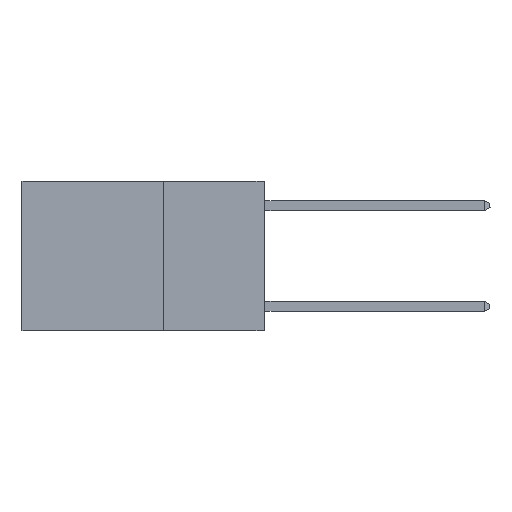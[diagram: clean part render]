
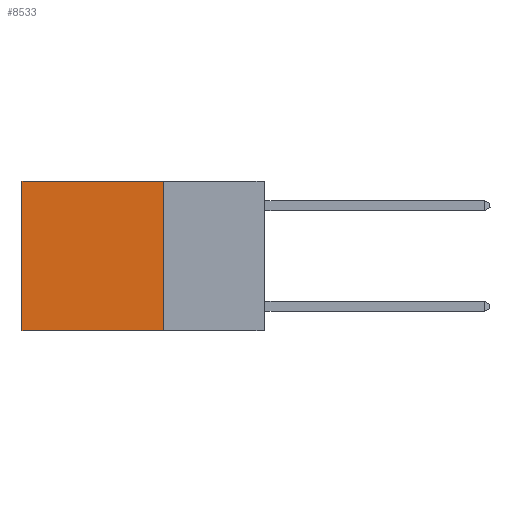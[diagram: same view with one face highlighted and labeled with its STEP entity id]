
A CAD part, left-side view. The second image highlights one B-rep face of the part: STEP entity #8533.
In plain terms, the highlighted planar face has unit normal (-1, 0, 0).
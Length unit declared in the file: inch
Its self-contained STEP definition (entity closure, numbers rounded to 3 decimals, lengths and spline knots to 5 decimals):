
#412 = DIRECTION ( 'NONE',  ( 0., 1., 0. ) ) ;
#1347 = VERTEX_POINT ( 'NONE', #10501 ) ;
#2415 = DIRECTION ( 'NONE',  ( 0., 0., -1. ) ) ;
#2540 = CARTESIAN_POINT ( 'NONE',  ( 0.2625, 0.25, 0. ) ) ;
#2780 = VERTEX_POINT ( 'NONE', #5576 ) ;
#3181 = VERTEX_POINT ( 'NONE', #7458 ) ;
#3764 = DIRECTION ( 'NONE',  ( 0., 0., -1. ) ) ;
#3790 = VECTOR ( 'NONE', #2415, 39.37008 ) ;
#3861 = CARTESIAN_POINT ( 'NONE',  ( 0.2625, 0.25, 0. ) ) ;
#4886 = DIRECTION ( 'NONE',  ( 0., 1., 0. ) ) ;
#5164 = EDGE_CURVE ( 'NONE', #1347, #2780, #12990, .T. ) ;
#5425 = ORIENTED_EDGE ( 'NONE', *, *, #11484, .F. ) ;
#5537 = ORIENTED_EDGE ( 'NONE', *, *, #10126, .F. ) ;
#5576 = CARTESIAN_POINT ( 'NONE',  ( 0.2625, 0.6, -0.37 ) ) ;
#5662 = VECTOR ( 'NONE', #412, 39.37008 ) ;
#6058 = CARTESIAN_POINT ( 'NONE',  ( 0.2625, 0.25, 0. ) ) ;
#6356 = LINE ( 'NONE', #6058, #12441 ) ;
#7397 = AXIS2_PLACEMENT_3D ( 'NONE', #2540, #10947, #3764 ) ;
#7458 = CARTESIAN_POINT ( 'NONE',  ( 0.2625, 0.25, -0.37 ) ) ;
#7565 = LINE ( 'NONE', #9708, #10410 ) ;
#8173 = FACE_OUTER_BOUND ( 'NONE', #12256, .T. ) ;
#8533 = ADVANCED_FACE ( 'NONE', ( #8173 ), #9758, .F. ) ;
#9591 = EDGE_CURVE ( 'NONE', #11542, #1347, #15257, .T. ) ;
#9708 = CARTESIAN_POINT ( 'NONE',  ( 0.2625, 0.25, -0.37 ) ) ;
#9758 = PLANE ( 'NONE',  #7397 ) ;
#10126 = EDGE_CURVE ( 'NONE', #3181, #2780, #7565, .T. ) ;
#10410 = VECTOR ( 'NONE', #4886, 39.37008 ) ;
#10501 = CARTESIAN_POINT ( 'NONE',  ( 0.2625, 0.6, 0. ) ) ;
#10947 = DIRECTION ( 'NONE',  ( 1., 0., 0. ) ) ;
#11484 = EDGE_CURVE ( 'NONE', #11542, #3181, #6356, .T. ) ;
#11542 = VERTEX_POINT ( 'NONE', #3861 ) ;
#12065 = CARTESIAN_POINT ( 'NONE',  ( 0.2625, 0.6, 0. ) ) ;
#12256 = EDGE_LOOP ( 'NONE', ( #14084, #5537, #5425, #15449 ) ) ;
#12441 = VECTOR ( 'NONE', #13302, 39.37008 ) ;
#12990 = LINE ( 'NONE', #12065, #3790 ) ;
#13302 = DIRECTION ( 'NONE',  ( 0., 0., -1. ) ) ;
#14084 = ORIENTED_EDGE ( 'NONE', *, *, #5164, .T. ) ;
#14767 = CARTESIAN_POINT ( 'NONE',  ( 0.2625, 0.25, 0. ) ) ;
#15257 = LINE ( 'NONE', #14767, #5662 ) ;
#15449 = ORIENTED_EDGE ( 'NONE', *, *, #9591, .T. ) ;
